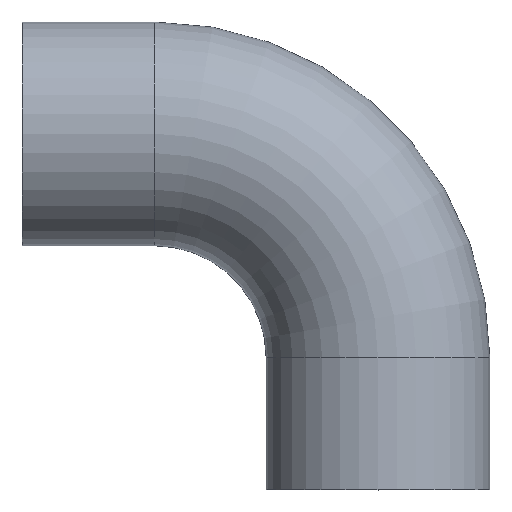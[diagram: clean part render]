
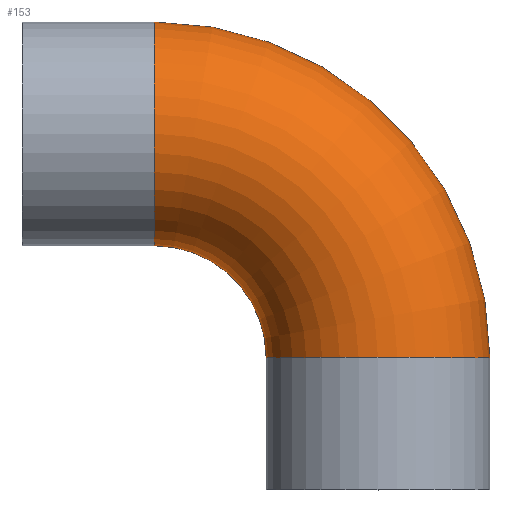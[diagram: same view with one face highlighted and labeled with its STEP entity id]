
A CAD part, top view. The second image highlights one B-rep face of the part: STEP entity #153.
In plain terms, the highlighted toroidal (fillet/blend) face has major radius 50.8 mm and minor radius 25.4 mm.
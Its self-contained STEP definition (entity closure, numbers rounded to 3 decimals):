
#19=TOROIDAL_SURFACE('',#192,50.8,25.4);
#24=FACE_OUTER_BOUND('',#32,.T.);
#32=EDGE_LOOP('',(#118,#119,#120,#121,#122,#123));
#55=CIRCLE('',#190,25.4);
#56=CIRCLE('',#191,25.4);
#57=CIRCLE('',#193,25.4);
#58=CIRCLE('',#194,25.4);
#59=CIRCLE('',#195,25.4);
#70=VERTEX_POINT('',#279);
#71=VERTEX_POINT('',#281);
#72=VERTEX_POINT('',#285);
#73=VERTEX_POINT('',#287);
#88=EDGE_CURVE('',#70,#71,#55,.T.);
#89=EDGE_CURVE('',#71,#70,#56,.T.);
#90=EDGE_CURVE('',#71,#72,#57,.T.);
#91=EDGE_CURVE('',#72,#73,#58,.T.);
#92=EDGE_CURVE('',#73,#72,#59,.T.);
#118=ORIENTED_EDGE('',*,*,#89,.F.);
#119=ORIENTED_EDGE('',*,*,#90,.T.);
#120=ORIENTED_EDGE('',*,*,#91,.T.);
#121=ORIENTED_EDGE('',*,*,#92,.T.);
#122=ORIENTED_EDGE('',*,*,#90,.F.);
#123=ORIENTED_EDGE('',*,*,#88,.F.);
#153=ADVANCED_FACE('',(#24),#19,.T.);
#190=AXIS2_PLACEMENT_3D('',#282,#232,#233);
#191=AXIS2_PLACEMENT_3D('',#283,#234,#235);
#192=AXIS2_PLACEMENT_3D('',#284,#236,#237);
#193=AXIS2_PLACEMENT_3D('',#286,#238,#239);
#194=AXIS2_PLACEMENT_3D('',#288,#240,#241);
#195=AXIS2_PLACEMENT_3D('',#289,#242,#243);
#232=DIRECTION('center_axis',(-1.,0.,0.));
#233=DIRECTION('ref_axis',(0.,-1.,0.));
#234=DIRECTION('center_axis',(-1.,0.,0.));
#235=DIRECTION('ref_axis',(0.,-1.,0.));
#236=DIRECTION('center_axis',(0.,0.,1.));
#237=DIRECTION('ref_axis',(1.,0.,0.));
#238=DIRECTION('center_axis',(0.,0.,-1.));
#239=DIRECTION('ref_axis',(1.,0.,0.));
#240=DIRECTION('center_axis',(0.,1.,0.));
#241=DIRECTION('ref_axis',(-1.,0.,0.));
#242=DIRECTION('center_axis',(0.,1.,0.));
#243=DIRECTION('ref_axis',(-1.,0.,0.));
#279=CARTESIAN_POINT('',(-50.8,106.2,0.));
#281=CARTESIAN_POINT('',(-50.8,55.4,0.));
#282=CARTESIAN_POINT('Origin',(-50.8,80.8,0.));
#283=CARTESIAN_POINT('Origin',(-50.8,80.8,0.));
#284=CARTESIAN_POINT('Origin',(-50.8,30.,0.));
#285=CARTESIAN_POINT('',(-25.4,30.,0.));
#286=CARTESIAN_POINT('Origin',(-50.8,30.,0.));
#287=CARTESIAN_POINT('',(25.4,30.,0.));
#288=CARTESIAN_POINT('Origin',(0.,30.,0.));
#289=CARTESIAN_POINT('Origin',(0.,30.,0.));
